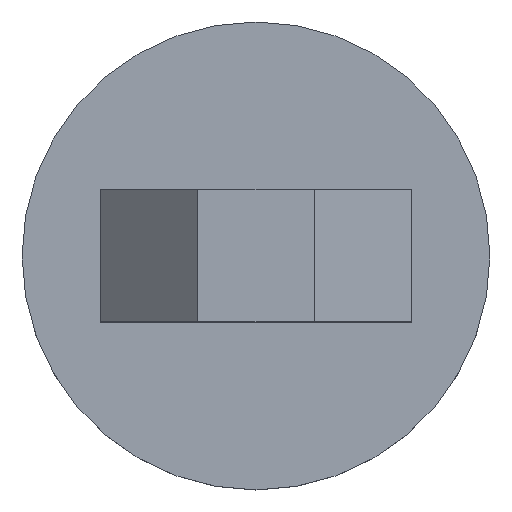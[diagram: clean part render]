
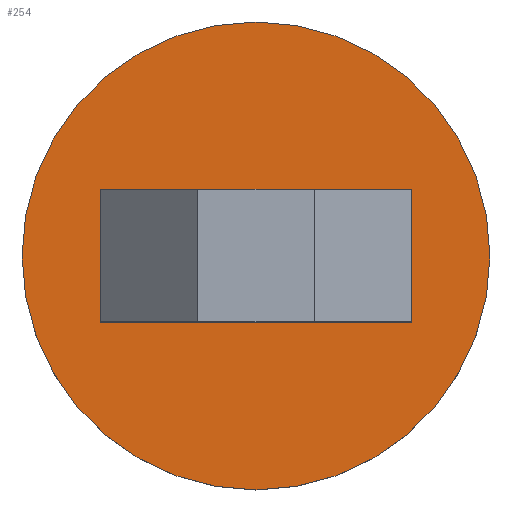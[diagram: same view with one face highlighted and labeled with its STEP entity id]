
A CAD part, top view. The second image highlights one B-rep face of the part: STEP entity #254.
In plain terms, the highlighted planar face has unit normal (0, 0, 1).
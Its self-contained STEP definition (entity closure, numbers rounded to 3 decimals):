
#21=FACE_BOUND('',#65,.T.);
#32=PLANE('',#290);
#46=FACE_OUTER_BOUND('',#64,.T.);
#64=EDGE_LOOP('',(#231));
#65=EDGE_LOOP('',(#232,#233,#234,#235));
#79=LINE('',#399,#103);
#86=LINE('',#417,#110);
#88=LINE('',#420,#112);
#89=LINE('',#422,#113);
#103=VECTOR('',#322,10.);
#110=VECTOR('',#339,10.);
#112=VECTOR('',#343,10.);
#113=VECTOR('',#346,10.);
#121=CIRCLE('',#289,12.);
#134=VERTEX_POINT('',#396);
#135=VERTEX_POINT('',#398);
#140=VERTEX_POINT('',#414);
#141=VERTEX_POINT('',#416);
#143=VERTEX_POINT('',#428);
#159=EDGE_CURVE('',#135,#134,#79,.T.);
#168=EDGE_CURVE('',#141,#140,#86,.T.);
#170=EDGE_CURVE('',#140,#135,#88,.T.);
#171=EDGE_CURVE('',#134,#141,#89,.T.);
#174=EDGE_CURVE('',#143,#143,#121,.T.);
#231=ORIENTED_EDGE('',*,*,#174,.T.);
#232=ORIENTED_EDGE('',*,*,#168,.T.);
#233=ORIENTED_EDGE('',*,*,#170,.T.);
#234=ORIENTED_EDGE('',*,*,#159,.T.);
#235=ORIENTED_EDGE('',*,*,#171,.T.);
#254=ADVANCED_FACE('',(#46,#21),#32,.T.);
#289=AXIS2_PLACEMENT_3D('',#429,#355,#356);
#290=AXIS2_PLACEMENT_3D('',#431,#358,#359);
#322=DIRECTION('',(1.,0.,0.));
#339=DIRECTION('',(-1.,0.,0.));
#343=DIRECTION('',(0.,1.,0.));
#346=DIRECTION('',(0.,-1.,0.));
#355=DIRECTION('center_axis',(0.,0.,1.));
#356=DIRECTION('ref_axis',(1.,0.,0.));
#358=DIRECTION('center_axis',(0.,0.,1.));
#359=DIRECTION('ref_axis',(1.,0.,0.));
#396=CARTESIAN_POINT('',(8.,3.4,50.));
#398=CARTESIAN_POINT('',(-8.,3.4,50.));
#399=CARTESIAN_POINT('',(4.,3.4,50.));
#414=CARTESIAN_POINT('',(-8.,-3.4,50.));
#416=CARTESIAN_POINT('',(8.,-3.4,50.));
#417=CARTESIAN_POINT('',(-4.,-3.4,50.));
#420=CARTESIAN_POINT('',(-8.,1.7,50.));
#422=CARTESIAN_POINT('',(8.,-1.7,50.));
#428=CARTESIAN_POINT('',(-12.,0.,50.));
#429=CARTESIAN_POINT('Origin',(0.,0.,50.));
#431=CARTESIAN_POINT('Origin',(0.,0.,50.));
